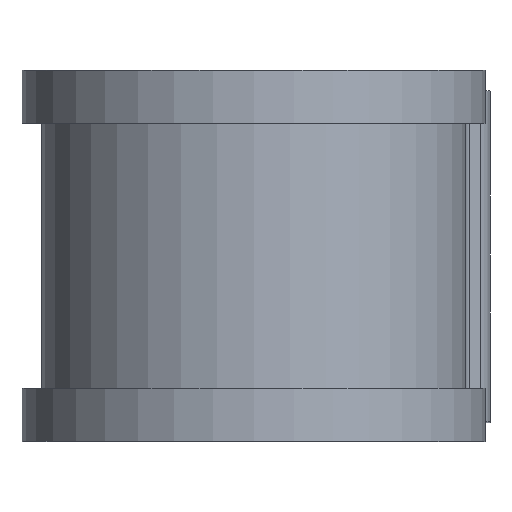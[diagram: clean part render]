
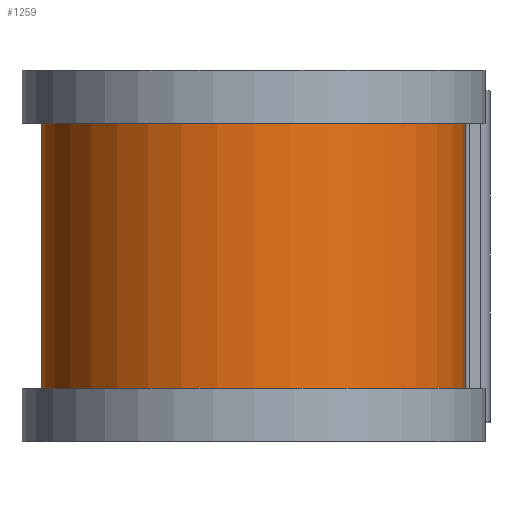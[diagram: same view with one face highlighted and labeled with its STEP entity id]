
A CAD part, top view. The second image highlights one B-rep face of the part: STEP entity #1259.
In plain terms, the highlighted cylindrical face has radius 16.231 mm (diameter 32.461 mm), a partial arc.
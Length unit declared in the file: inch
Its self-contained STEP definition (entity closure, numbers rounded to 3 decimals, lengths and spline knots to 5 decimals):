
#20 = CARTESIAN_POINT ( 'NONE',  ( 0.639, -0.4, 0. ) ) ;
#23 = VERTEX_POINT ( 'NONE', #1142 ) ;
#46 = ORIENTED_EDGE ( 'NONE', *, *, #1101, .F. ) ;
#56 = CIRCLE ( 'NONE', #241, 0.639 ) ;
#66 = EDGE_LOOP ( 'NONE', ( #581, #1575, #379, #46 ) ) ;
#137 = CARTESIAN_POINT ( 'NONE',  ( 0., 0.5, -0.639 ) ) ;
#190 = DIRECTION ( 'NONE',  ( 0., 0., -1. ) ) ;
#241 = AXIS2_PLACEMENT_3D ( 'NONE', #1665, #492, #190 ) ;
#340 = VERTEX_POINT ( 'NONE', #971 ) ;
#379 = ORIENTED_EDGE ( 'NONE', *, *, #1344, .T. ) ;
#405 = DIRECTION ( 'NONE',  ( 0., -1., 0. ) ) ;
#492 = DIRECTION ( 'NONE',  ( 0., -1., 0. ) ) ;
#497 = CYLINDRICAL_SURFACE ( 'NONE', #1592, 0.639 ) ;
#536 = VERTEX_POINT ( 'NONE', #844 ) ;
#581 = ORIENTED_EDGE ( 'NONE', *, *, #1447, .F. ) ;
#590 = DIRECTION ( 'NONE',  ( 0., 0., -1. ) ) ;
#725 = DIRECTION ( 'NONE',  ( 0., -1., 0. ) ) ;
#844 = CARTESIAN_POINT ( 'NONE',  ( 0.639, 0.4, 0. ) ) ;
#877 = LINE ( 'NONE', #1173, #1478 ) ;
#903 = DIRECTION ( 'NONE',  ( 0., -1., 0. ) ) ;
#971 = CARTESIAN_POINT ( 'NONE',  ( 0., 0.4, -0.639 ) ) ;
#983 = EDGE_CURVE ( 'NONE', #536, #340, #1741, .T. ) ;
#1074 = AXIS2_PLACEMENT_3D ( 'NONE', #1511, #1642, #590 ) ;
#1101 = EDGE_CURVE ( 'NONE', #1486, #23, #56, .T. ) ;
#1106 = VECTOR ( 'NONE', #725, 39.37008 ) ;
#1133 = CARTESIAN_POINT ( 'NONE',  ( 0., 0.5, 0. ) ) ;
#1142 = CARTESIAN_POINT ( 'NONE',  ( 0., -0.4, -0.639 ) ) ;
#1173 = CARTESIAN_POINT ( 'NONE',  ( 0.639, 0.5, 0. ) ) ;
#1253 = DIRECTION ( 'NONE',  ( 0., 0., -1. ) ) ;
#1258 = FACE_OUTER_BOUND ( 'NONE', #66, .T. ) ;
#1259 = ADVANCED_FACE ( 'NONE', ( #1258 ), #497, .T. ) ;
#1344 = EDGE_CURVE ( 'NONE', #340, #23, #1401, .T. ) ;
#1401 = LINE ( 'NONE', #137, #1106 ) ;
#1447 = EDGE_CURVE ( 'NONE', #536, #1486, #877, .T. ) ;
#1478 = VECTOR ( 'NONE', #903, 39.37008 ) ;
#1486 = VERTEX_POINT ( 'NONE', #20 ) ;
#1511 = CARTESIAN_POINT ( 'NONE',  ( 0., 0.4, 0. ) ) ;
#1575 = ORIENTED_EDGE ( 'NONE', *, *, #983, .T. ) ;
#1592 = AXIS2_PLACEMENT_3D ( 'NONE', #1133, #405, #1253 ) ;
#1642 = DIRECTION ( 'NONE',  ( 0., -1., 0. ) ) ;
#1665 = CARTESIAN_POINT ( 'NONE',  ( 0., -0.4, 0. ) ) ;
#1741 = CIRCLE ( 'NONE', #1074, 0.639 ) ;
